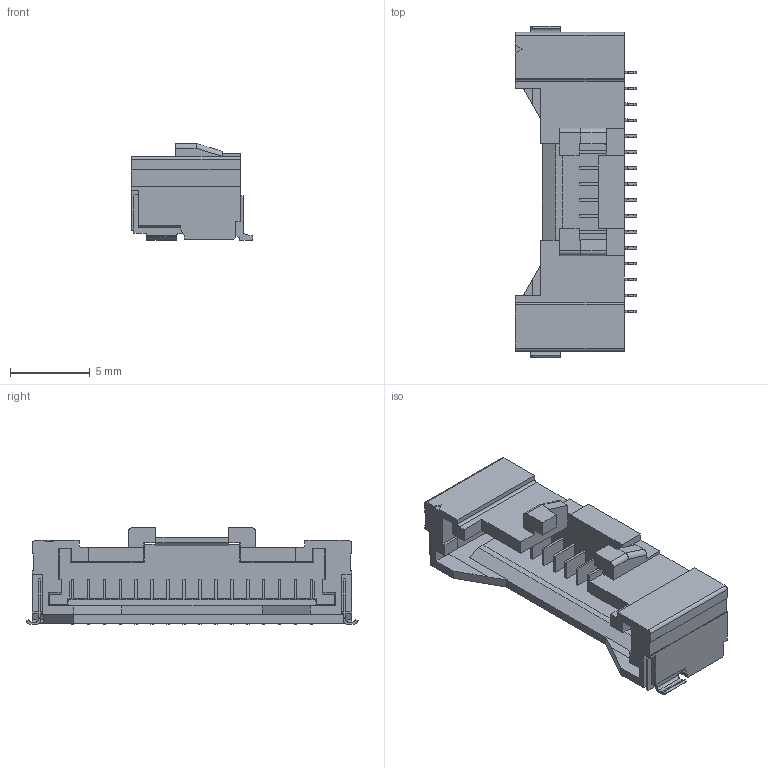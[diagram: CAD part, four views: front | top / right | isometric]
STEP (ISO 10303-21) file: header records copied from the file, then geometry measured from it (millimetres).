
FILE_DESCRIPTION(('CoCreate Modeling STEP Export'),'2;1');
FILE_NAME('DF50A-16P-1H(51).stp','2014-07-30T 8:27:24',(''),(''),'CoCreate Modeling STEP processor for AP214 (Solid Model)','CoCreate Modeling 17.0 01-Apr-2010 (C) Parametric Technology GmbH','');
FILE_SCHEMA(('AUTOMOTIVE_DESIGN { 1 0 10303 214 1 1 1 1 }'));
Length unit declared in the file: millimetre
Products named in the file (1): DF50A-16P-1H(51)
Bounding box: 7.6 x 20.81 x 6.08 mm (x, y, z)
Volume: 340.9 mm3; surface area: 833.6 mm2
Topology: 1 solids, 1 shells, 506 faces, 1837 edges, 1331 vertices
Faces by surface type: plane 420, cylinder 86
Entity records: 19150 total; most frequent: ORIENTED_EDGE 3674, CARTESIAN_POINT 3623, DIRECTION 2798, EDGE_CURVE 1837, VECTOR 1538, LINE 1538, VERTEX_POINT 1331, AXIS2_PLACEMENT_3D 630
